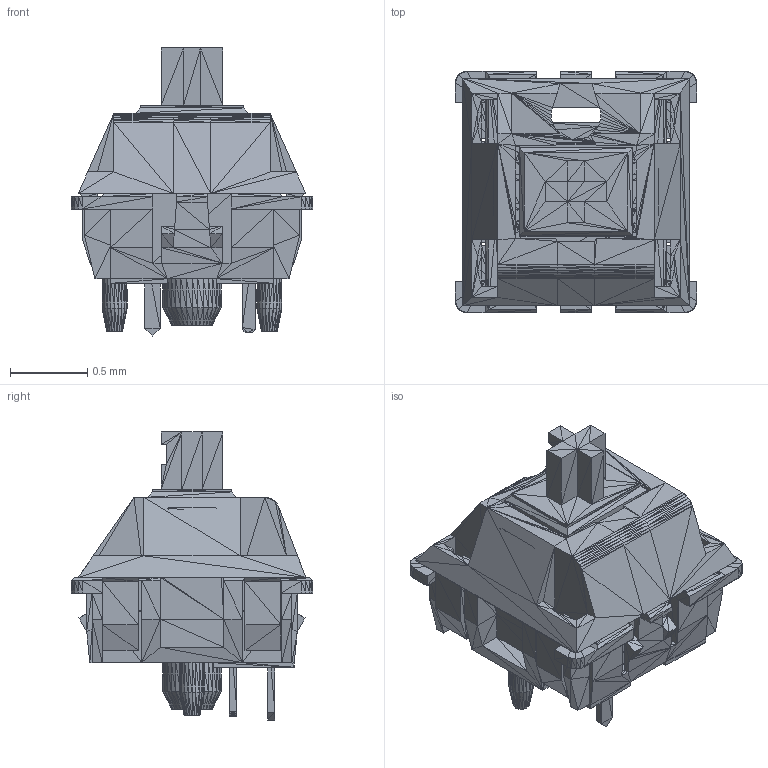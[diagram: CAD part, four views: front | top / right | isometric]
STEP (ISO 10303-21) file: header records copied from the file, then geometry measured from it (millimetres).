
FILE_DESCRIPTION((''),'2;1');
FILE_NAME('cherry mx switch', '2025-12-08T05:36:35', (''), (''), 'ImageToStl.com STEP Converter','', '');
FILE_SCHEMA(('AUTOMOTIVE_DESIGN_CC2'));
Length unit declared in the file: metre
Products named in the file (1): product0
Bounding box: 1.56 x 1.56 x 1.86 mm (x, y, z)
Surface area: 26.6 mm2 (no closed solid volume)
Topology: 0 solids, 2904 shells, 2904 faces, 8705 edges, 1440 vertices
Faces by surface type: plane 2904
Entity records: 66796 total; most frequent: DIRECTION 14522, ORIENTED_EDGE 8712, EDGE_CURVE 8712, LINE 8712, VECTOR 8712, AXIS2_PLACEMENT_3D 2905, FACE_SURFACE 2904, PLANE 2904
